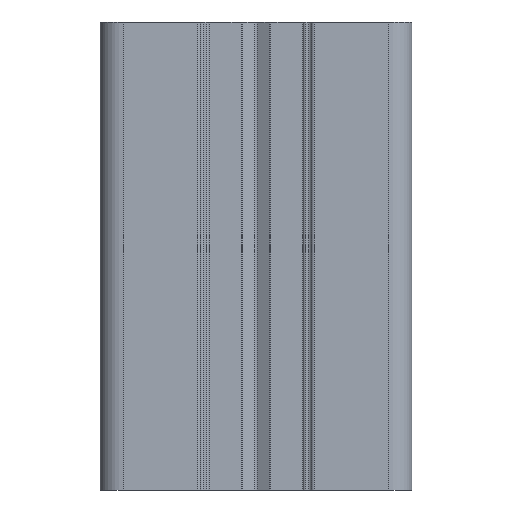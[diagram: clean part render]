
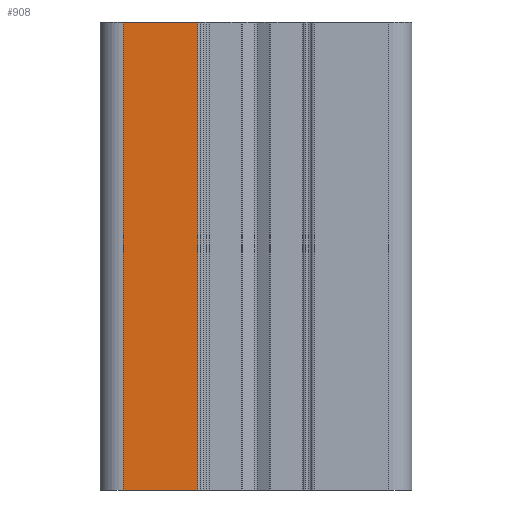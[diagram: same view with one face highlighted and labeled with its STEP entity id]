
A CAD part, front view. The second image highlights one B-rep face of the part: STEP entity #908.
In plain terms, the highlighted planar face has unit normal (0, -1, 0).
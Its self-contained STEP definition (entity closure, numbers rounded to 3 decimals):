
#850=CARTESIAN_POINT('',(-3.749,-9.999,30.0));
#851=VERTEX_POINT('',#850);
#859=CARTESIAN_POINT('',(-3.749,-9.999,0.0));
#860=VERTEX_POINT('',#859);
#861=CARTESIAN_POINT('',(-3.749,-9.999,0.0));
#862=DIRECTION('',(0.0,0.0,1.0));
#863=VECTOR('',#862,30.0);
#864=LINE('',#861,#863);
#865=EDGE_CURVE('',#860,#851,#864,.T.);
#878=CARTESIAN_POINT('',(-3.749,-9.999,0.0));
#879=DIRECTION('',(0.0,-1.0,0.0));
#880=DIRECTION('',(0.0,0.0,-1.0));
#881=AXIS2_PLACEMENT_3D('',#878,#879,#880);
#882=PLANE('',#881);
#883=CARTESIAN_POINT('',(-8.5,-9.999,30.0));
#884=VERTEX_POINT('',#883);
#885=CARTESIAN_POINT('',(-3.749,-9.999,30.0));
#886=DIRECTION('',(-1.0,0.0,0.0));
#887=VECTOR('',#886,4.751);
#888=LINE('',#885,#887);
#889=EDGE_CURVE('',#851,#884,#888,.T.);
#890=ORIENTED_EDGE('',*,*,#889,.T.);
#891=CARTESIAN_POINT('',(-8.5,-9.999,0.0));
#892=VERTEX_POINT('',#891);
#893=CARTESIAN_POINT('',(-8.5,-9.999,0.0));
#894=DIRECTION('',(0.0,0.0,1.0));
#895=VECTOR('',#894,30.0);
#896=LINE('',#893,#895);
#897=EDGE_CURVE('',#892,#884,#896,.T.);
#898=ORIENTED_EDGE('',*,*,#897,.F.);
#899=CARTESIAN_POINT('',(-8.5,-9.999,0.0));
#900=DIRECTION('',(1.0,0.0,0.0));
#901=VECTOR('',#900,4.751);
#902=LINE('',#899,#901);
#903=EDGE_CURVE('',#892,#860,#902,.T.);
#904=ORIENTED_EDGE('',*,*,#903,.T.);
#905=ORIENTED_EDGE('',*,*,#865,.T.);
#906=EDGE_LOOP('',(#890,#898,#904,#905));
#907=FACE_OUTER_BOUND('',#906,.T.);
#908=ADVANCED_FACE('',(#907),#882,.T.);
